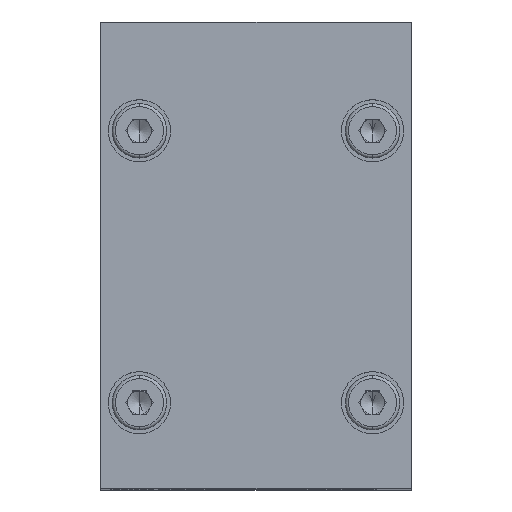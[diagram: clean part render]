
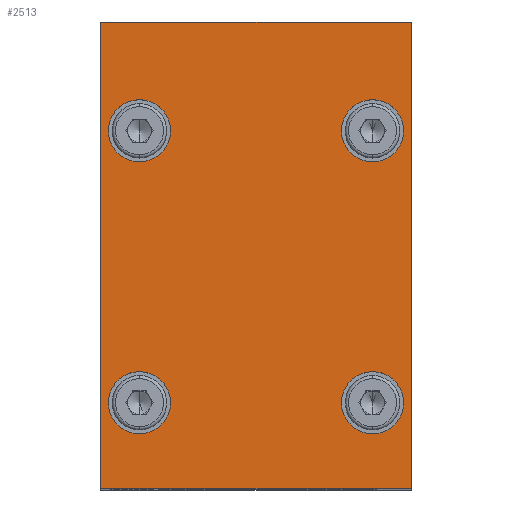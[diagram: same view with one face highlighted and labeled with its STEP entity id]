
A CAD part, top view. The second image highlights one B-rep face of the part: STEP entity #2513.
In plain terms, the highlighted planar face has unit normal (0, 0, 1).
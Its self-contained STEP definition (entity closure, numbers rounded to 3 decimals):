
#24 = VECTOR ( 'NONE', #5107, 1000. ) ;
#155 = AXIS2_PLACEMENT_3D ( 'NONE', #6016, #11371, #2917 ) ;
#274 = DIRECTION ( 'NONE',  ( 0., 1., 0. ) ) ;
#288 = CIRCLE ( 'NONE', #8895, 4. ) ;
#327 = DIRECTION ( 'NONE',  ( 0., -1., 0. ) ) ;
#395 = EDGE_CURVE ( 'NONE', #11535, #9134, #6553, .T. ) ;
#426 = LINE ( 'NONE', #1759, #10984 ) ;
#558 = ORIENTED_EDGE ( 'NONE', *, *, #11237, .F. ) ;
#591 = DIRECTION ( 'NONE',  ( 0., -1., 0. ) ) ;
#608 = ORIENTED_EDGE ( 'NONE', *, *, #1592, .F. ) ;
#677 = EDGE_CURVE ( 'NONE', #1811, #11535, #9473, .T. ) ;
#714 = DIRECTION ( 'NONE',  ( 0., -1., 0. ) ) ;
#822 = EDGE_CURVE ( 'NONE', #4448, #8910, #10592, .T. ) ;
#1132 = LINE ( 'NONE', #5650, #3541 ) ;
#1240 = CIRCLE ( 'NONE', #5028, 4. ) ;
#1586 = FACE_BOUND ( 'NONE', #10282, .T. ) ;
#1592 = EDGE_CURVE ( 'NONE', #2523, #11671, #8936, .T. ) ;
#1665 = CARTESIAN_POINT ( 'NONE',  ( -20., 30., 110. ) ) ;
#1683 = CARTESIAN_POINT ( 'NONE',  ( 15., 16., 110. ) ) ;
#1759 = CARTESIAN_POINT ( 'NONE',  ( -20., 30., 110. ) ) ;
#1811 = VERTEX_POINT ( 'NONE', #4174 ) ;
#1887 = CARTESIAN_POINT ( 'NONE',  ( 20., -30., 110. ) ) ;
#1946 = ORIENTED_EDGE ( 'NONE', *, *, #9390, .T. ) ;
#2260 = CARTESIAN_POINT ( 'NONE',  ( -15., 16., 110. ) ) ;
#2483 = ORIENTED_EDGE ( 'NONE', *, *, #5764, .T. ) ;
#2513 = ADVANCED_FACE ( 'NONE', ( #3834, #12640, #5138, #1586, #4332 ), #7939, .F. ) ;
#2523 = VERTEX_POINT ( 'NONE', #12153 ) ;
#2633 = CARTESIAN_POINT ( 'NONE',  ( -15., -23., 110. ) ) ;
#2917 = DIRECTION ( 'NONE',  ( 0., -1., 0. ) ) ;
#3016 = CARTESIAN_POINT ( 'NONE',  ( -15., 20., 110. ) ) ;
#3140 = ORIENTED_EDGE ( 'NONE', *, *, #8658, .F. ) ;
#3178 = VERTEX_POINT ( 'NONE', #3016 ) ;
#3319 = CARTESIAN_POINT ( 'NONE',  ( 20., -30., 110. ) ) ;
#3472 = DIRECTION ( 'NONE',  ( -1., 0., 0. ) ) ;
#3541 = VECTOR ( 'NONE', #3472, 1000. ) ;
#3545 = AXIS2_PLACEMENT_3D ( 'NONE', #10496, #12602, #6457 ) ;
#3834 = FACE_BOUND ( 'NONE', #11269, .T. ) ;
#4089 = CIRCLE ( 'NONE', #6814, 4. ) ;
#4174 = CARTESIAN_POINT ( 'NONE',  ( -20., -30., 110. ) ) ;
#4307 = DIRECTION ( 'NONE',  ( 0., 0., 1. ) ) ;
#4317 = DIRECTION ( 'NONE',  ( 0., 0., 1. ) ) ;
#4332 = FACE_OUTER_BOUND ( 'NONE', #11784, .T. ) ;
#4355 = VERTEX_POINT ( 'NONE', #8544 ) ;
#4448 = VERTEX_POINT ( 'NONE', #8455 ) ;
#4573 = AXIS2_PLACEMENT_3D ( 'NONE', #10465, #10259, #7232 ) ;
#4597 = EDGE_CURVE ( 'NONE', #4355, #3178, #4089, .T. ) ;
#4798 = EDGE_LOOP ( 'NONE', ( #5622, #5189 ) ) ;
#4834 = DIRECTION ( 'NONE',  ( 0., 0., 1. ) ) ;
#5028 = AXIS2_PLACEMENT_3D ( 'NONE', #6111, #8169, #9157 ) ;
#5107 = DIRECTION ( 'NONE',  ( 1., 0., 0. ) ) ;
#5138 = FACE_BOUND ( 'NONE', #9590, .T. ) ;
#5189 = ORIENTED_EDGE ( 'NONE', *, *, #822, .F. ) ;
#5622 = ORIENTED_EDGE ( 'NONE', *, *, #10290, .F. ) ;
#5645 = ORIENTED_EDGE ( 'NONE', *, *, #677, .T. ) ;
#5650 = CARTESIAN_POINT ( 'NONE',  ( -20., 30., 110. ) ) ;
#5764 = EDGE_CURVE ( 'NONE', #9134, #11154, #1132, .T. ) ;
#5992 = CARTESIAN_POINT ( 'NONE',  ( 15., 12., 110. ) ) ;
#6016 = CARTESIAN_POINT ( 'NONE',  ( 15., -19., 110. ) ) ;
#6111 = CARTESIAN_POINT ( 'NONE',  ( -15., -19., 110. ) ) ;
#6294 = CARTESIAN_POINT ( 'NONE',  ( 15., -23., 110. ) ) ;
#6457 = DIRECTION ( 'NONE',  ( 0., -1., 0. ) ) ;
#6553 = LINE ( 'NONE', #8513, #8981 ) ;
#6563 = ORIENTED_EDGE ( 'NONE', *, *, #9712, .F. ) ;
#6676 = ORIENTED_EDGE ( 'NONE', *, *, #395, .T. ) ;
#6814 = AXIS2_PLACEMENT_3D ( 'NONE', #10500, #4317, #12512 ) ;
#7232 = DIRECTION ( 'NONE',  ( 0., -1., 0. ) ) ;
#7939 = PLANE ( 'NONE',  #12441 ) ;
#8072 = DIRECTION ( 'NONE',  ( 0., 1., 0. ) ) ;
#8118 = DIRECTION ( 'NONE',  ( 0., 0., -1. ) ) ;
#8169 = DIRECTION ( 'NONE',  ( 0., 0., 1. ) ) ;
#8455 = CARTESIAN_POINT ( 'NONE',  ( 15., 20., 110. ) ) ;
#8513 = CARTESIAN_POINT ( 'NONE',  ( 20., 30., 110. ) ) ;
#8544 = CARTESIAN_POINT ( 'NONE',  ( -15., 12., 110. ) ) ;
#8580 = ORIENTED_EDGE ( 'NONE', *, *, #4597, .F. ) ;
#8658 = EDGE_CURVE ( 'NONE', #3178, #4355, #288, .T. ) ;
#8895 = AXIS2_PLACEMENT_3D ( 'NONE', #2260, #4307, #11584 ) ;
#8910 = VERTEX_POINT ( 'NONE', #5992 ) ;
#8936 = CIRCLE ( 'NONE', #4573, 4. ) ;
#8981 = VECTOR ( 'NONE', #274, 1000. ) ;
#9123 = CARTESIAN_POINT ( 'NONE',  ( -20., -30., 110. ) ) ;
#9134 = VERTEX_POINT ( 'NONE', #10483 ) ;
#9157 = DIRECTION ( 'NONE',  ( 0., -1., 0. ) ) ;
#9390 = EDGE_CURVE ( 'NONE', #11154, #1811, #426, .T. ) ;
#9473 = LINE ( 'NONE', #9123, #24 ) ;
#9590 = EDGE_LOOP ( 'NONE', ( #8580, #3140 ) ) ;
#9614 = DIRECTION ( 'NONE',  ( 0., 0., 1. ) ) ;
#9712 = EDGE_CURVE ( 'NONE', #12774, #10610, #12954, .T. ) ;
#9945 = CARTESIAN_POINT ( 'NONE',  ( 15., -15., 110. ) ) ;
#10259 = DIRECTION ( 'NONE',  ( 0., 0., 1. ) ) ;
#10282 = EDGE_LOOP ( 'NONE', ( #558, #608 ) ) ;
#10290 = EDGE_CURVE ( 'NONE', #8910, #4448, #13392, .T. ) ;
#10383 = ORIENTED_EDGE ( 'NONE', *, *, #11564, .F. ) ;
#10465 = CARTESIAN_POINT ( 'NONE',  ( -15., -19., 110. ) ) ;
#10483 = CARTESIAN_POINT ( 'NONE',  ( 20., 30., 110. ) ) ;
#10496 = CARTESIAN_POINT ( 'NONE',  ( 15., 16., 110. ) ) ;
#10500 = CARTESIAN_POINT ( 'NONE',  ( -15., 16., 110. ) ) ;
#10592 = CIRCLE ( 'NONE', #11279, 4. ) ;
#10610 = VERTEX_POINT ( 'NONE', #9945 ) ;
#10984 = VECTOR ( 'NONE', #714, 1000. ) ;
#11154 = VERTEX_POINT ( 'NONE', #1665 ) ;
#11237 = EDGE_CURVE ( 'NONE', #11671, #2523, #1240, .T. ) ;
#11269 = EDGE_LOOP ( 'NONE', ( #6563, #10383 ) ) ;
#11279 = AXIS2_PLACEMENT_3D ( 'NONE', #1683, #4834, #591 ) ;
#11371 = DIRECTION ( 'NONE',  ( 0., 0., 1. ) ) ;
#11535 = VERTEX_POINT ( 'NONE', #3319 ) ;
#11564 = EDGE_CURVE ( 'NONE', #10610, #12774, #12618, .T. ) ;
#11584 = DIRECTION ( 'NONE',  ( 0., -1., 0. ) ) ;
#11671 = VERTEX_POINT ( 'NONE', #2633 ) ;
#11681 = CARTESIAN_POINT ( 'NONE',  ( 15., -19., 110. ) ) ;
#11747 = AXIS2_PLACEMENT_3D ( 'NONE', #11681, #9614, #327 ) ;
#11784 = EDGE_LOOP ( 'NONE', ( #5645, #6676, #2483, #1946 ) ) ;
#12153 = CARTESIAN_POINT ( 'NONE',  ( -15., -15., 110. ) ) ;
#12441 = AXIS2_PLACEMENT_3D ( 'NONE', #1887, #8118, #8072 ) ;
#12512 = DIRECTION ( 'NONE',  ( 0., -1., 0. ) ) ;
#12602 = DIRECTION ( 'NONE',  ( 0., 0., 1. ) ) ;
#12618 = CIRCLE ( 'NONE', #11747, 4. ) ;
#12640 = FACE_BOUND ( 'NONE', #4798, .T. ) ;
#12774 = VERTEX_POINT ( 'NONE', #6294 ) ;
#12954 = CIRCLE ( 'NONE', #155, 4. ) ;
#13392 = CIRCLE ( 'NONE', #3545, 4. ) ;
